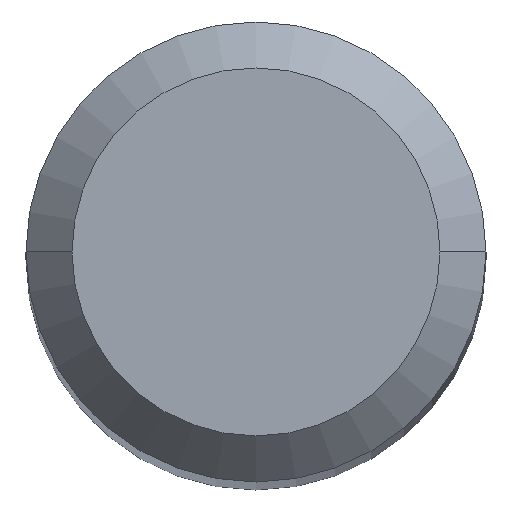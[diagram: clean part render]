
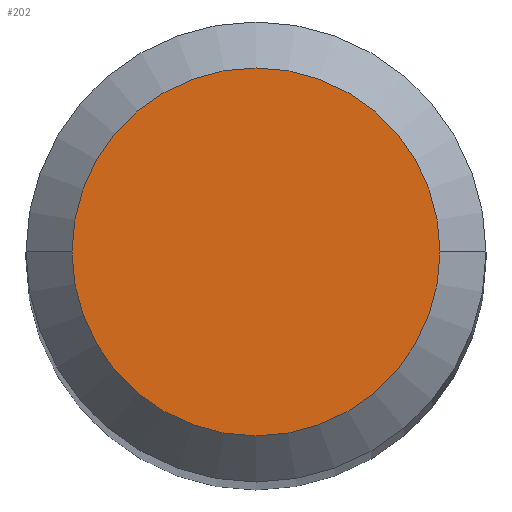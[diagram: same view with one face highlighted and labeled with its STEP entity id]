
A CAD part, top view. The second image highlights one B-rep face of the part: STEP entity #202.
In plain terms, the highlighted planar face has unit normal (0, 0, 1).
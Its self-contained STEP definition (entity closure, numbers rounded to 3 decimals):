
#50 = CIRCLE ( 'NONE', #539, 1.2 ) ;
#64 = CARTESIAN_POINT ( 'NONE',  ( 1.2, 0., 38. ) ) ;
#68 = CARTESIAN_POINT ( 'NONE',  ( -1.2, 0., 38. ) ) ;
#70 = ORIENTED_EDGE ( 'NONE', *, *, #566, .T. ) ;
#92 = PLANE ( 'NONE',  #191 ) ;
#121 = EDGE_CURVE ( 'NONE', #668, #321, #302, .T. ) ;
#146 = DIRECTION ( 'NONE',  ( 0., 0., 1. ) ) ;
#176 = DIRECTION ( 'NONE',  ( 1., 0., 0. ) ) ;
#191 = AXIS2_PLACEMENT_3D ( 'NONE', #667, #146, #571 ) ;
#202 = ADVANCED_FACE ( 'NONE', ( #209 ), #92, .T. ) ;
#209 = FACE_OUTER_BOUND ( 'NONE', #428, .T. ) ;
#246 = ORIENTED_EDGE ( 'NONE', *, *, #121, .T. ) ;
#266 = CARTESIAN_POINT ( 'NONE',  ( 0., 0., 38. ) ) ;
#302 = CIRCLE ( 'NONE', #542, 1.2 ) ;
#321 = VERTEX_POINT ( 'NONE', #68 ) ;
#415 = DIRECTION ( 'NONE',  ( 0., 0., 1. ) ) ;
#428 = EDGE_LOOP ( 'NONE', ( #70, #246 ) ) ;
#460 = CARTESIAN_POINT ( 'NONE',  ( 0., 0., 38. ) ) ;
#472 = DIRECTION ( 'NONE',  ( 1., 0., 0. ) ) ;
#539 = AXIS2_PLACEMENT_3D ( 'NONE', #460, #670, #176 ) ;
#542 = AXIS2_PLACEMENT_3D ( 'NONE', #266, #415, #472 ) ;
#566 = EDGE_CURVE ( 'NONE', #321, #668, #50, .T. ) ;
#571 = DIRECTION ( 'NONE',  ( 1., 0., 0. ) ) ;
#667 = CARTESIAN_POINT ( 'NONE',  ( 0., 1.5, 38. ) ) ;
#668 = VERTEX_POINT ( 'NONE', #64 ) ;
#670 = DIRECTION ( 'NONE',  ( 0., 0., 1. ) ) ;
